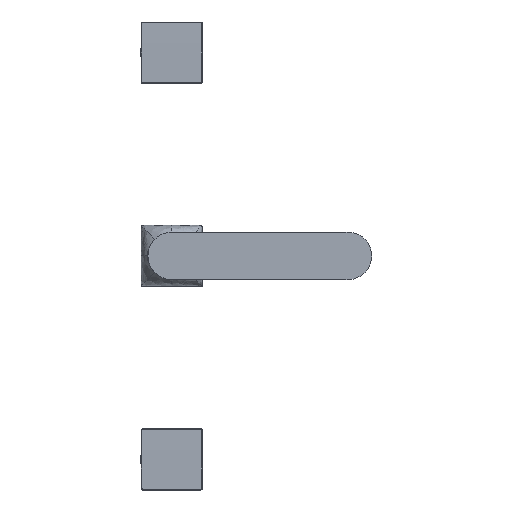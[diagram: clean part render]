
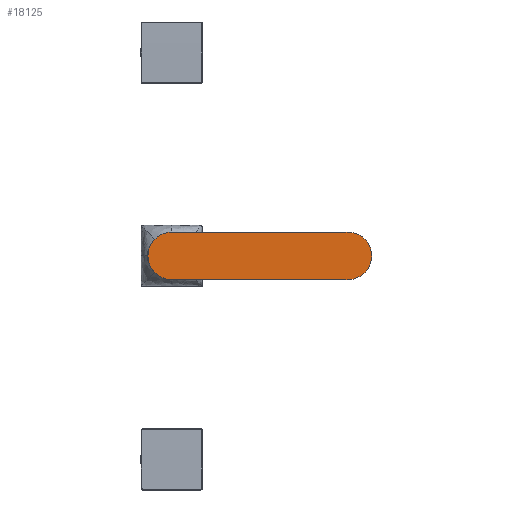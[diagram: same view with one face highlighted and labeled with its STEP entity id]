
A CAD part, top view. The second image highlights one B-rep face of the part: STEP entity #18125.
In plain terms, the highlighted planar face has unit normal (0, 0, 1).
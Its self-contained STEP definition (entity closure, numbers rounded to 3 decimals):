
#18054=CARTESIAN_POINT('Axis2P3D Location',(0.,150.,171.5)) ;
#18059=CARTESIAN_POINT('Axis2P3D Location',(0.,150.,171.5)) ;
#18063=CARTESIAN_POINT('Vertex',(-16.771,155.,171.5)) ;
#18065=CARTESIAN_POINT('Vertex',(-16.771,145.,171.5)) ;
#18068=CARTESIAN_POINT('Axis2P3D Location',(0.,150.,171.5)) ;
#18072=CARTESIAN_POINT('Vertex',(0.,132.5,171.5)) ;
#18075=CARTESIAN_POINT('Line Origine',(65.,132.5,171.5)) ;
#18079=CARTESIAN_POINT('Vertex',(130.,132.5,171.5)) ;
#18082=CARTESIAN_POINT('Axis2P3D Location',(130.,150.,171.5)) ;
#18086=CARTESIAN_POINT('Vertex',(146.771,145.,171.5)) ;
#18089=CARTESIAN_POINT('Axis2P3D Location',(130.,150.,171.5)) ;
#18093=CARTESIAN_POINT('Vertex',(146.771,155.,171.5)) ;
#18096=CARTESIAN_POINT('Axis2P3D Location',(130.,150.,171.5)) ;
#18100=CARTESIAN_POINT('Vertex',(130.,167.5,171.5)) ;
#18103=CARTESIAN_POINT('Line Origine',(65.,167.5,171.5)) ;
#18107=CARTESIAN_POINT('Vertex',(0.,167.5,171.5)) ;
#18110=CARTESIAN_POINT('Axis2P3D Location',(0.,150.,171.5)) ;
#18077=VECTOR('Line Direction',#18076,1.) ;
#18105=VECTOR('Line Direction',#18104,1.) ;
#18055=DIRECTION('Axis2P3D Direction',(0.,-0.,1.)) ;
#18056=DIRECTION('Axis2P3D XDirection',(0.,1.,0.)) ;
#18060=DIRECTION('Axis2P3D Direction',(0.,-0.,1.)) ;
#18069=DIRECTION('Axis2P3D Direction',(0.,-0.,1.)) ;
#18076=DIRECTION('Vector Direction',(-1.,0.,0.)) ;
#18083=DIRECTION('Axis2P3D Direction',(0.,-0.,1.)) ;
#18090=DIRECTION('Axis2P3D Direction',(0.,-0.,1.)) ;
#18097=DIRECTION('Axis2P3D Direction',(0.,-0.,1.)) ;
#18104=DIRECTION('Vector Direction',(1.,0.,0.)) ;
#18111=DIRECTION('Axis2P3D Direction',(0.,-0.,1.)) ;
#18057=AXIS2_PLACEMENT_3D('Plane Axis2P3D',#18054,#18055,#18056) ;
#18061=AXIS2_PLACEMENT_3D('Circle Axis2P3D',#18059,#18060,$) ;
#18070=AXIS2_PLACEMENT_3D('Circle Axis2P3D',#18068,#18069,$) ;
#18084=AXIS2_PLACEMENT_3D('Circle Axis2P3D',#18082,#18083,$) ;
#18091=AXIS2_PLACEMENT_3D('Circle Axis2P3D',#18089,#18090,$) ;
#18098=AXIS2_PLACEMENT_3D('Circle Axis2P3D',#18096,#18097,$) ;
#18112=AXIS2_PLACEMENT_3D('Circle Axis2P3D',#18110,#18111,$) ;
#18078=LINE('Line',#18075,#18077) ;
#18106=LINE('Line',#18103,#18105) ;
#18062=CIRCLE('generated circle',#18061,17.5) ;
#18071=CIRCLE('generated circle',#18070,17.5) ;
#18085=CIRCLE('generated circle',#18084,17.5) ;
#18092=CIRCLE('generated circle',#18091,17.5) ;
#18099=CIRCLE('generated circle',#18098,17.5) ;
#18113=CIRCLE('generated circle',#18112,17.5) ;
#18058=PLANE('',#18057) ;
#18067=EDGE_CURVE('',#18064,#18066,#18062,.T.) ;
#18074=EDGE_CURVE('',#18066,#18073,#18071,.T.) ;
#18081=EDGE_CURVE('',#18073,#18080,#18078,.F.) ;
#18088=EDGE_CURVE('',#18080,#18087,#18085,.T.) ;
#18095=EDGE_CURVE('',#18087,#18094,#18092,.T.) ;
#18102=EDGE_CURVE('',#18094,#18101,#18099,.T.) ;
#18109=EDGE_CURVE('',#18101,#18108,#18106,.F.) ;
#18114=EDGE_CURVE('',#18108,#18064,#18113,.T.) ;
#18116=ORIENTED_EDGE('',*,*,#18067,.T.) ;
#18117=ORIENTED_EDGE('',*,*,#18074,.T.) ;
#18118=ORIENTED_EDGE('',*,*,#18081,.T.) ;
#18119=ORIENTED_EDGE('',*,*,#18088,.T.) ;
#18120=ORIENTED_EDGE('',*,*,#18095,.T.) ;
#18121=ORIENTED_EDGE('',*,*,#18102,.T.) ;
#18122=ORIENTED_EDGE('',*,*,#18109,.T.) ;
#18123=ORIENTED_EDGE('',*,*,#18114,.T.) ;
#18115=EDGE_LOOP('',(#18116,#18117,#18118,#18119,#18120,#18121,#18122,#18123)) ;
#18064=VERTEX_POINT('',#18063) ;
#18066=VERTEX_POINT('',#18065) ;
#18073=VERTEX_POINT('',#18072) ;
#18080=VERTEX_POINT('',#18079) ;
#18087=VERTEX_POINT('',#18086) ;
#18094=VERTEX_POINT('',#18093) ;
#18101=VERTEX_POINT('',#18100) ;
#18108=VERTEX_POINT('',#18107) ;
#18125=ADVANCED_FACE('Superficie.255',(#18124),#18058,.T.) ;
#18124=FACE_OUTER_BOUND('',#18115,.T.) ;
